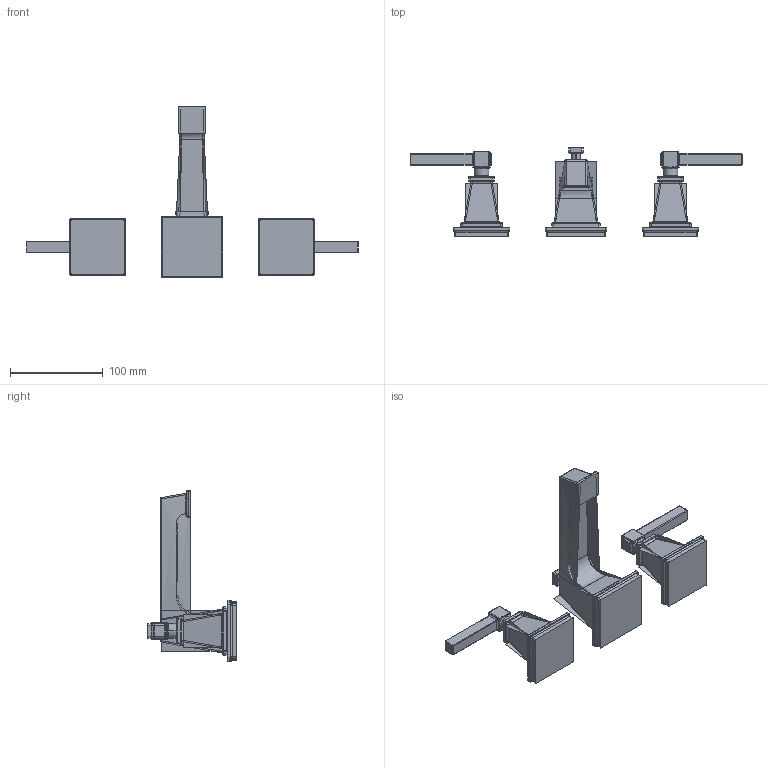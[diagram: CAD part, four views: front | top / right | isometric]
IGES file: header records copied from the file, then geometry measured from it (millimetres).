
Start section:  PTC IGES file: 3140_2_asm.igs
Global section: file name: 3140_2_asm.igs; native system: Creo Parametric by PTC Inc.; preprocessor: 2018400; author: jinson.thomas; organization: Unknown; date: 20201130.112335; units: inch
Bounding box: 357.2 x 96.52 x 184.86 mm (x, y, z)
Volume: 441615 mm3; surface area: 335387.4 mm2
Topology: 3 solids, 3 shells, 1344 faces, 6488 edges, 8026 vertices
Faces by surface type: revolution 732, bspline 612
